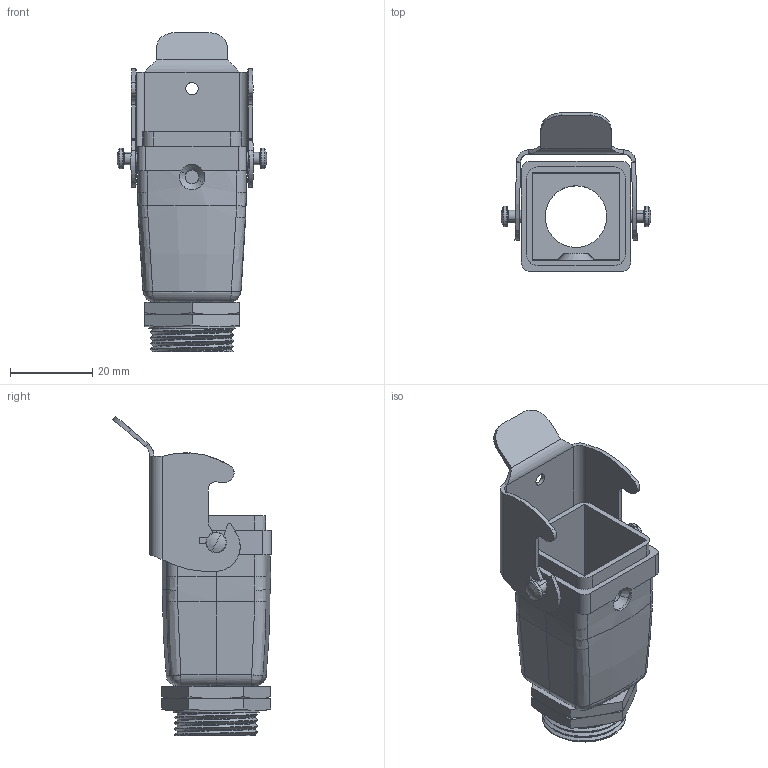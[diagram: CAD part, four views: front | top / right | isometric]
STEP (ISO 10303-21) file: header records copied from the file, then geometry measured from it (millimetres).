
FILE_DESCRIPTION(('CATIA V5R24 STEP','CAx-IF Rec.Pracs.--- Model Styling and Organization---1.2---2011-12-15'),'2;1');
FILE_NAME ('13491040_3', '2018-08-27T07:38:04+00:00', ('Weidmueller Interface'), ('Weidmueller'), 'CATIA Version 5-6 Release 2014 SP4 HF52', 'CATIA V5 STEP AP214', 'none');
FILE_SCHEMA(('AUTOMOTIVE_DESIGN { 1 0 10303 214 1 1 1 1 }'));
Length unit declared in the file: millimetre
Products named in the file (1): 1900990000
Bounding box: 36.5 x 38.5 x 77.72 mm (x, y, z)
Volume: 12456.4 mm3; surface area: 14151.8 mm2
Topology: 1 solids, 1 shells, 261 faces, 679 edges, 416 vertices
Faces by surface type: plane 103, cylinder 87, bspline 29, cone 18, torus 14, sphere 4, extrusion 4, revolution 2
Entity records: 10462 total; most frequent: CARTESIAN_POINT 4935, ORIENTED_EDGE 1342, DIRECTION 775, EDGE_CURVE 671, VERTEX_POINT 416, AXIS2_PLACEMENT_3D 308, VECTOR 307, LINE 303
